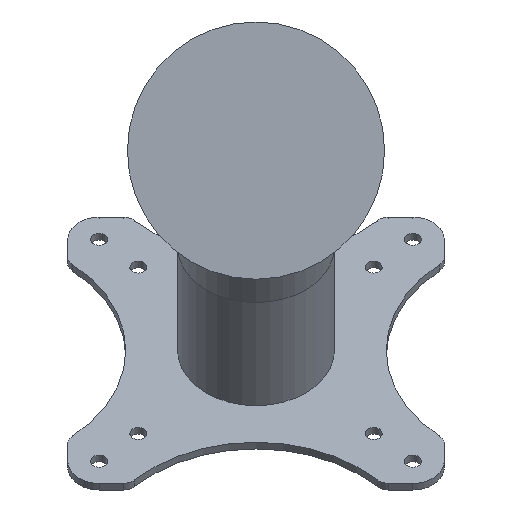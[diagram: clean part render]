
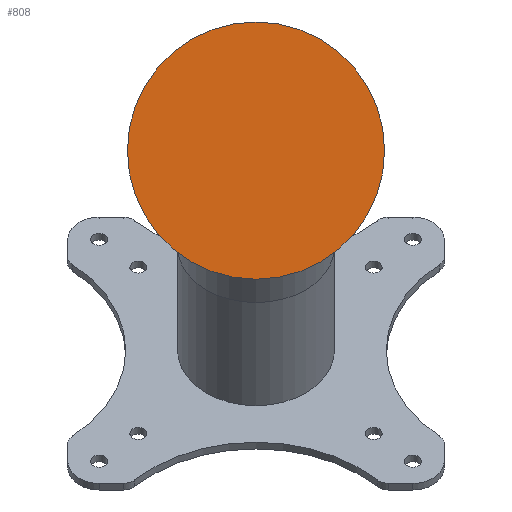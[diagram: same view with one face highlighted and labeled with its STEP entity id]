
A CAD part, front view. The second image highlights one B-rep face of the part: STEP entity #808.
In plain terms, the highlighted planar face has unit normal (0, -1, 0).
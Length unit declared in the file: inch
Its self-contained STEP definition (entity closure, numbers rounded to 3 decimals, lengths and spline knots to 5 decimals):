
#165=FACE_OUTER_BOUND('',#206,.T.);
#206=EDGE_LOOP('',(#552));
#263=CIRCLE('',#870,1.61417);
#336=VERTEX_POINT('',#1265);
#424=EDGE_CURVE('',#336,#336,#263,.T.);
#552=ORIENTED_EDGE('',*,*,#424,.T.);
#795=PLANE('',#871);
#808=ADVANCED_FACE('',(#165),#795,.F.);
#870=AXIS2_PLACEMENT_3D('',#1266,#989,#990);
#871=AXIS2_PLACEMENT_3D('',#1268,#992,#993);
#989=DIRECTION('center_axis',(0.,-1.,0.));
#990=DIRECTION('ref_axis',(-1.,0.,0.));
#992=DIRECTION('center_axis',(0.,1.,0.));
#993=DIRECTION('ref_axis',(0.,0.,1.));
#1265=CARTESIAN_POINT('',(5.59055,10.65486,2.15997));
#1266=CARTESIAN_POINT('Origin',(3.97638,10.65486,2.15997));
#1268=CARTESIAN_POINT('Origin',(3.97638,10.65486,2.15997));
